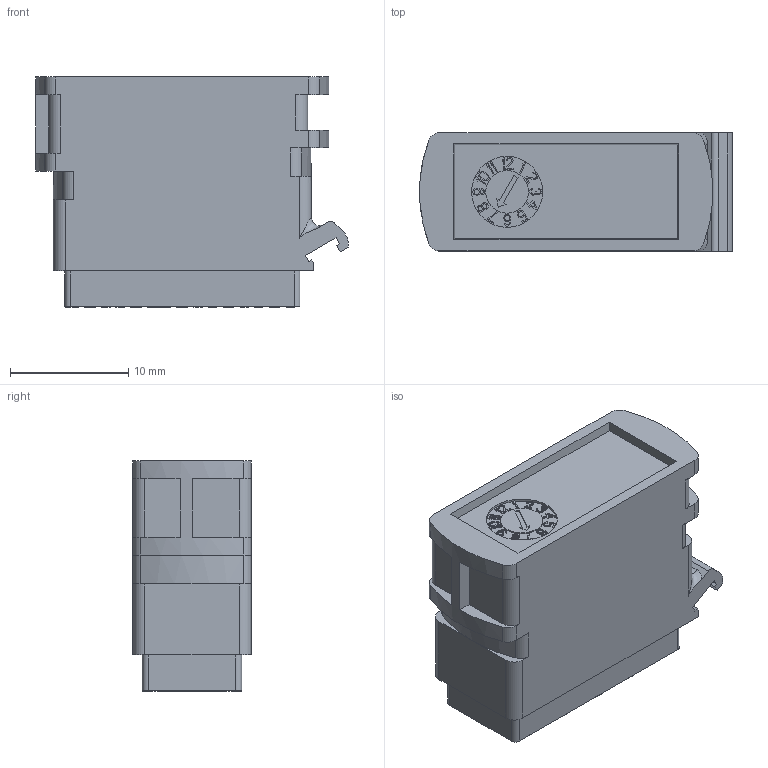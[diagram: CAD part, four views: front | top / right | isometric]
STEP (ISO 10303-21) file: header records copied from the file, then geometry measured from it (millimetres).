
FILE_DESCRIPTION((''),'2;1');
FILE_NAME('00111520702','2020-02-07T',('presta_be4'),(''),'CREO PARAMETRIC BY PTC INC, 2018360','CREO PARAMETRIC BY PTC INC, 2018360','');
FILE_SCHEMA(('CONFIG_CONTROL_DESIGN'));
Products named in the file (1): 00111520702
Bounding box: 26.45 x 10 x 19.45 mm (x, y, z)
Volume: 3060.1 mm3; surface area: 4266.9 mm2
Topology: 1 solids, 1 shells, 3024 faces, 8068 edges, 5104 vertices
Faces by surface type: plane 1406, cylinder 652, bspline 342, cone 334, torus 290
Entity records: 130692 total; most frequent: CARTESIAN_POINT 58454, ORIENTED_EDGE 16120, DIRECTION 13672, EDGE_CURVE 8060, VERTEX_POINT 5104, AXIS2_PLACEMENT_3D 4586, VECTOR 4500, LINE 4500
